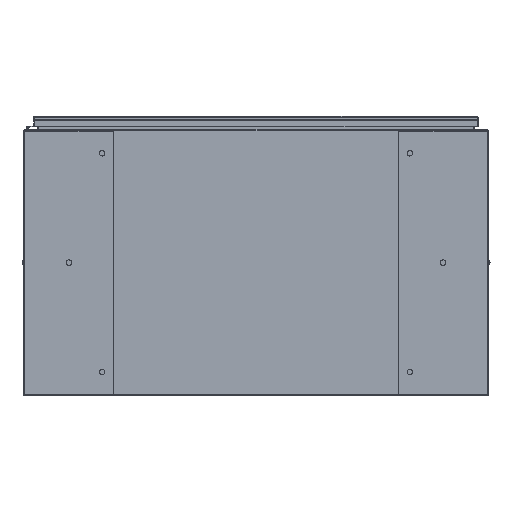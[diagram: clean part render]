
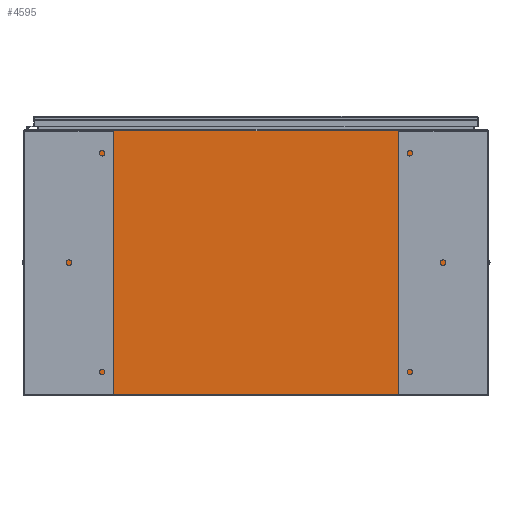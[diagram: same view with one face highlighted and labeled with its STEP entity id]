
A CAD part, front view. The second image highlights one B-rep face of the part: STEP entity #4595.
In plain terms, the highlighted face is planar.
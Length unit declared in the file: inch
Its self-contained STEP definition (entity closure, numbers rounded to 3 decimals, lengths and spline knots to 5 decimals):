
#172 = ORIENTED_EDGE ( 'NONE', *, *, #52099, .F. ) ;
#245 = ORIENTED_EDGE ( 'NONE', *, *, #21405, .F. ) ;
#306 = CARTESIAN_POINT ( 'NONE',  ( 20.9253, 0., 11.9253 ) ) ;
#699 = CIRCLE ( 'NONE', #23707, 0.01867 ) ;
#1411 = VECTOR ( 'NONE', #17948, 39.37008 ) ;
#2200 = DIRECTION ( 'NONE',  ( 0., 0., -1. ) ) ;
#3447 = VECTOR ( 'NONE', #34302, 39.37008 ) ;
#3902 = DIRECTION ( 'NONE',  ( 0., 0., -1. ) ) ;
#4595 = ADVANCED_FACE ( 'NONE', ( #19474 ), #15144, .F. ) ;
#4892 = EDGE_CURVE ( 'NONE', #52294, #5528, #10045, .T. ) ;
#5040 = CARTESIAN_POINT ( 'NONE',  ( 19.6372, 0., 11.87495 ) ) ;
#5072 = DIRECTION ( 'NONE',  ( 1., 0., 0. ) ) ;
#5528 = VERTEX_POINT ( 'NONE', #23751 ) ;
#7759 = CARTESIAN_POINT ( 'NONE',  ( 19.67455, 0., 0. ) ) ;
#9885 = CARTESIAN_POINT ( 'NONE',  ( -20.9253, 0., 11.9253 ) ) ;
#10045 = LINE ( 'NONE', #65232, #66746 ) ;
#10318 = CARTESIAN_POINT ( 'NONE',  ( -19.6372, 0., 11.9123 ) ) ;
#11762 = VERTEX_POINT ( 'NONE', #65843 ) ;
#12395 = ORIENTED_EDGE ( 'NONE', *, *, #67646, .T. ) ;
#12516 = ORIENTED_EDGE ( 'NONE', *, *, #70308, .F. ) ;
#12535 = VECTOR ( 'NONE', #48080, 39.37008 ) ;
#12707 = CARTESIAN_POINT ( 'NONE',  ( 19.67455, 0., 11.87495 ) ) ;
#13586 = VERTEX_POINT ( 'NONE', #69898 ) ;
#14198 = EDGE_CURVE ( 'NONE', #59537, #13586, #699, .T. ) ;
#15131 = ORIENTED_EDGE ( 'NONE', *, *, #24511, .T. ) ;
#15144 = PLANE ( 'NONE',  #55347 ) ;
#15241 = CARTESIAN_POINT ( 'NONE',  ( -19.67455, 0., 0. ) ) ;
#15523 = VECTOR ( 'NONE', #20706, 39.37008 ) ;
#16954 = VERTEX_POINT ( 'NONE', #30094 ) ;
#16966 = VERTEX_POINT ( 'NONE', #53701 ) ;
#17948 = DIRECTION ( 'NONE',  ( 0., 0., 1. ) ) ;
#19458 = EDGE_CURVE ( 'NONE', #5528, #11762, #39964, .T. ) ;
#19474 = FACE_OUTER_BOUND ( 'NONE', #47952, .T. ) ;
#20688 = DIRECTION ( 'NONE',  ( 0., 0., -1. ) ) ;
#20706 = DIRECTION ( 'NONE',  ( 0., 0., 1. ) ) ;
#21405 = EDGE_CURVE ( 'NONE', #42180, #16966, #26860, .T. ) ;
#21697 = VERTEX_POINT ( 'NONE', #25064 ) ;
#22429 = VERTEX_POINT ( 'NONE', #12707 ) ;
#23131 = VECTOR ( 'NONE', #2200, 39.37008 ) ;
#23707 = AXIS2_PLACEMENT_3D ( 'NONE', #63138, #62656, #20688 ) ;
#23751 = CARTESIAN_POINT ( 'NONE',  ( -20.9253, 0., -11.9253 ) ) ;
#24511 = EDGE_CURVE ( 'NONE', #58993, #52294, #37800, .T. ) ;
#24930 = ORIENTED_EDGE ( 'NONE', *, *, #56679, .T. ) ;
#25064 = CARTESIAN_POINT ( 'NONE',  ( 19.67455, 0., 11.9253 ) ) ;
#25228 = LINE ( 'NONE', #9885, #12535 ) ;
#26860 = LINE ( 'NONE', #48509, #69192 ) ;
#28653 = CARTESIAN_POINT ( 'NONE',  ( 19.65588, 0., 11.87495 ) ) ;
#29227 = VECTOR ( 'NONE', #5072, 39.37008 ) ;
#30017 = LINE ( 'NONE', #15241, #15523 ) ;
#30094 = CARTESIAN_POINT ( 'NONE',  ( -19.67455, 0., 11.9253 ) ) ;
#30675 = DIRECTION ( 'NONE',  ( 0., -1., 0. ) ) ;
#31840 = ORIENTED_EDGE ( 'NONE', *, *, #19458, .T. ) ;
#33805 = DIRECTION ( 'NONE',  ( 0., 0., 1. ) ) ;
#34202 = DIRECTION ( 'NONE',  ( 0., 0., -1. ) ) ;
#34302 = DIRECTION ( 'NONE',  ( 1., 0., 0. ) ) ;
#36424 = ORIENTED_EDGE ( 'NONE', *, *, #4892, .T. ) ;
#37080 = LINE ( 'NONE', #69668, #64602 ) ;
#37800 = LINE ( 'NONE', #306, #23131 ) ;
#39964 = LINE ( 'NONE', #60334, #1411 ) ;
#42180 = VERTEX_POINT ( 'NONE', #5040 ) ;
#44076 = DIRECTION ( 'NONE',  ( 0., 0., -1. ) ) ;
#45508 = CIRCLE ( 'NONE', #63606, 0.01867 ) ;
#45562 = LINE ( 'NONE', #7759, #61944 ) ;
#45932 = DIRECTION ( 'NONE',  ( 0., 0., -1. ) ) ;
#46789 = EDGE_CURVE ( 'NONE', #21697, #58993, #54958, .T. ) ;
#47056 = CARTESIAN_POINT ( 'NONE',  ( 20.9253, 0., -11.9253 ) ) ;
#47952 = EDGE_LOOP ( 'NONE', ( #59665, #57116, #12516, #12395, #245, #172, #70615, #56144, #15131, #36424, #31840, #24930 ) ) ;
#48080 = DIRECTION ( 'NONE',  ( 1., 0., 0. ) ) ;
#48509 = CARTESIAN_POINT ( 'NONE',  ( 19.6372, 0., 0. ) ) ;
#52099 = EDGE_CURVE ( 'NONE', #22429, #42180, #45508, .T. ) ;
#52294 = VERTEX_POINT ( 'NONE', #47056 ) ;
#52392 = EDGE_CURVE ( 'NONE', #13586, #16954, #30017, .T. ) ;
#53701 = CARTESIAN_POINT ( 'NONE',  ( 19.6372, 0., 11.9123 ) ) ;
#54149 = CARTESIAN_POINT ( 'NONE',  ( -19.6372, 0., 11.87495 ) ) ;
#54697 = CARTESIAN_POINT ( 'NONE',  ( 20.9253, 0., 11.9253 ) ) ;
#54958 = LINE ( 'NONE', #70880, #29227 ) ;
#55347 = AXIS2_PLACEMENT_3D ( 'NONE', #55355, #30675, #44076 ) ;
#55355 = CARTESIAN_POINT ( 'NONE',  ( 0., 0., 0. ) ) ;
#56144 = ORIENTED_EDGE ( 'NONE', *, *, #46789, .T. ) ;
#56679 = EDGE_CURVE ( 'NONE', #11762, #16954, #25228, .T. ) ;
#57116 = ORIENTED_EDGE ( 'NONE', *, *, #14198, .F. ) ;
#58993 = VERTEX_POINT ( 'NONE', #54697 ) ;
#59537 = VERTEX_POINT ( 'NONE', #54149 ) ;
#59665 = ORIENTED_EDGE ( 'NONE', *, *, #52392, .F. ) ;
#60334 = CARTESIAN_POINT ( 'NONE',  ( -20.9253, 0., 11.9253 ) ) ;
#61653 = CARTESIAN_POINT ( 'NONE',  ( -19.6372, 0., 11.9123 ) ) ;
#61655 = LINE ( 'NONE', #61653, #3447 ) ;
#61944 = VECTOR ( 'NONE', #45932, 39.37008 ) ;
#62656 = DIRECTION ( 'NONE',  ( 0., 1., 0. ) ) ;
#62977 = DIRECTION ( 'NONE',  ( -1., 0., 0. ) ) ;
#63138 = CARTESIAN_POINT ( 'NONE',  ( -19.65587, 0., 11.87495 ) ) ;
#63606 = AXIS2_PLACEMENT_3D ( 'NONE', #28653, #67245, #34202 ) ;
#64602 = VECTOR ( 'NONE', #3902, 39.37008 ) ;
#65232 = CARTESIAN_POINT ( 'NONE',  ( -20.9253, 0., -11.9253 ) ) ;
#65843 = CARTESIAN_POINT ( 'NONE',  ( -20.9253, 0., 11.9253 ) ) ;
#65998 = EDGE_CURVE ( 'NONE', #21697, #22429, #45562, .T. ) ;
#66316 = VERTEX_POINT ( 'NONE', #10318 ) ;
#66746 = VECTOR ( 'NONE', #62977, 39.37008 ) ;
#67245 = DIRECTION ( 'NONE',  ( 0., 1., 0. ) ) ;
#67646 = EDGE_CURVE ( 'NONE', #66316, #16966, #61655, .T. ) ;
#69192 = VECTOR ( 'NONE', #33805, 39.37008 ) ;
#69668 = CARTESIAN_POINT ( 'NONE',  ( -19.6372, 0., 0. ) ) ;
#69898 = CARTESIAN_POINT ( 'NONE',  ( -19.67455, 0., 11.87495 ) ) ;
#70308 = EDGE_CURVE ( 'NONE', #66316, #59537, #37080, .T. ) ;
#70615 = ORIENTED_EDGE ( 'NONE', *, *, #65998, .F. ) ;
#70880 = CARTESIAN_POINT ( 'NONE',  ( -20.9253, 0., 11.9253 ) ) ;
